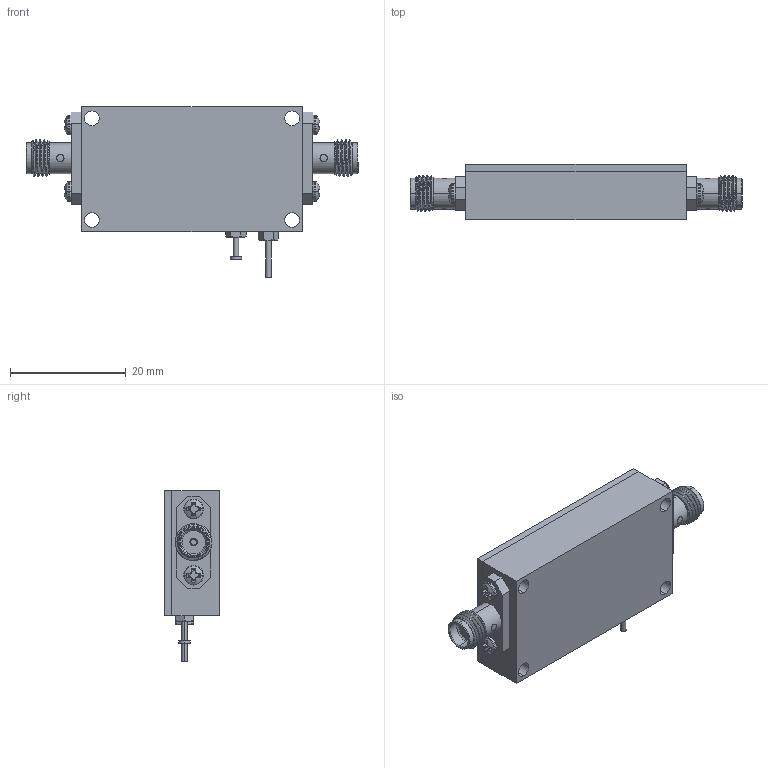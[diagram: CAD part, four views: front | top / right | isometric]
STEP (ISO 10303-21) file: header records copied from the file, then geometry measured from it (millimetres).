
FILE_DESCRIPTION (( 'STEP AP214' ), '1' );
FILE_NAME ('FMAM63000.STEP', '2018-01-12T16:49:51', ( '' ), ( '' ), 'SwSTEP 2.0', 'SolidWorks 2017', '' );
FILE_SCHEMA (( 'AUTOMOTIVE_DESIGN' ));
Length unit declared in the file: inch
Products named in the file (1): FMAM63000
Bounding box: 57.25 x 9.55 x 29.46 mm (x, y, z)
Volume: 8277.5 mm3; surface area: 4844.6 mm2
Topology: 21 solids, 23 shells, 1620 faces, 4329 edges, 2846 vertices
Faces by surface type: plane 818, cylinder 337, bspline 235, cone 206, torus 16, sphere 8
Entity records: 90132 total; most frequent: CARTESIAN_POINT 38353, ORIENTED_EDGE 8594, DIRECTION 6355, EDGE_CURVE 4297, VERTEX_POINT 2846, LINE 2347, VECTOR 2347, AXIS2_PLACEMENT_3D 2004
